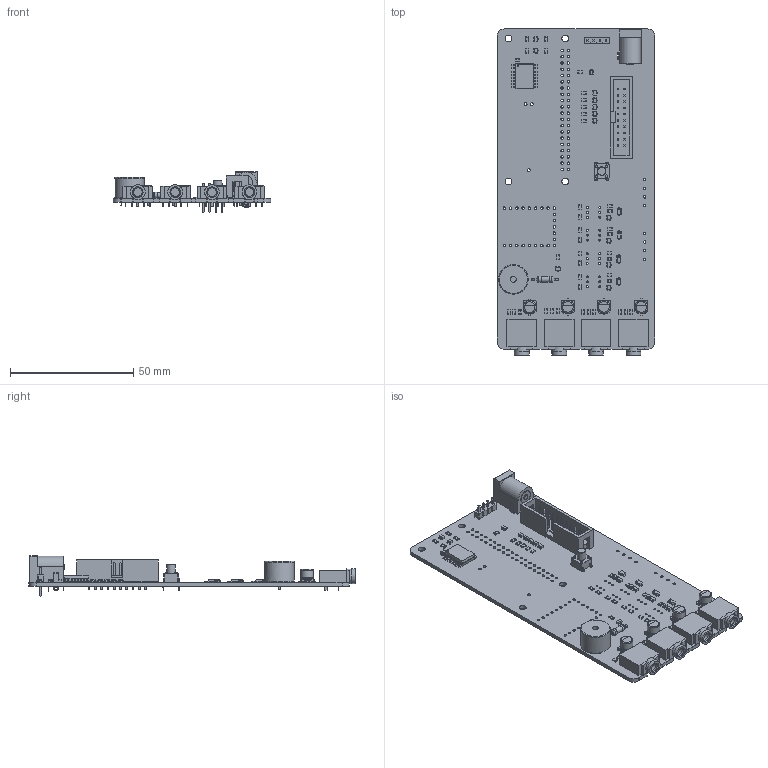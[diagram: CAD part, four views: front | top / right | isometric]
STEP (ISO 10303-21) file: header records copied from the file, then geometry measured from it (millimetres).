
FILE_DESCRIPTION(('KiCad electronic assembly'),'2;1');
FILE_NAME('memetrol_base.step','2024-09-26T10:54:55',('Pcbnew'),('Kicad' ),'Open CASCADE STEP processor 7.7','KiCad to STEP converter', 'Unknown');
FILE_SCHEMA(('AUTOMOTIVE_DESIGN { 1 0 10303 214 1 1 1 1 }'));
Length unit declared in the file: millimetre
Products named in the file (32): memetrol_base 1; R_0805_2012Metric; C_0805_2012Metric; SOIC-8_3.9x4.9mm_P1.27mm; SOIC_8_39x49mm_P127mm; LED_0805_2012Metric; Jack_3.5mm_CUI_SJ1-3525N_Horizontal; SOT-323_SC-70; SOT_323_SC_70; CP_Elec_5x5.3; CP_Elec_5x53; R_Axial_DIN0207_L6.3mm_D2.5mm_P10.16mm_Horizontal; R_Axial_DIN0207_L63mm_D25mm_P1016mm_Horizontal; D_SOD-123F; D_SOD_123F; IDC-Header_2x10_P2.54mm_Vertical; IDC_Header_2x10_P254mm_Vertical; SW_PUSH_6mm_H7.3mm; SW_PUSH_6mm_h7.3mm; SOIC-16W_7.5x10.3mm_P1.27mm; SOIC_16W_75x103mm_P127mm; BarrelJack_Horizontal; MagneticBuzzer_ProSignal_ABT-410-RC; MagneticBuzzer_ProSignal_ABT_410_RC; PinHeader_1x04_P2.54mm_Vertical; PinHeader_1x04_P254mm_Vertical; memetrol_base_PCB
Assembly tree (89 placements, depth 3):
  memetrol_base 1
    R_0805_2012Metric  x31
      R_0805_2012Metric
    C_0805_2012Metric  x5
      C_0805_2012Metric
    SOIC-8_3.9x4.9mm_P1.27mm
      SOIC_8_39x49mm_P127mm
    LED_0805_2012Metric  x4
      LED_0805_2012Metric
    Jack_3.5mm_CUI_SJ1-3525N_Horizontal  x4
      Jack_3.5mm_CUI_SJ1-3525N_Horizontal
    SOT-323_SC-70  x13
      SOT_323_SC_70
    CP_Elec_5x5.3  x4
      CP_Elec_5x53
    R_Axial_DIN0207_L6.3mm_D2.5mm_P10.16mm_Horizontal
      R_Axial_DIN0207_L63mm_D25mm_P1016mm_Horizontal
    D_SOD-123F  x4
      D_SOD_123F
    IDC-Header_2x10_P2.54mm_Vertical
      IDC_Header_2x10_P254mm_Vertical
    SW_PUSH_6mm_H7.3mm
      SW_PUSH_6mm_h7.3mm
    SOIC-16W_7.5x10.3mm_P1.27mm
      SOIC_16W_75x103mm_P127mm
    BarrelJack_Horizontal
      BarrelJack_Horizontal
    MagneticBuzzer_ProSignal_ABT-410-RC
      MagneticBuzzer_ProSignal_ABT_410_RC
    PinHeader_1x04_P2.54mm_Vertical
      PinHeader_1x04_P254mm_Vertical
    memetrol_base_PCB
Bounding box: 64 x 132.3 x 16.24 mm (x, y, z)
Volume: 19706.7 mm3; surface area: 27048.9 mm2
Topology: 78 solids, 78 shells, 4080 faces, 10160 edges, 6364 vertices
Faces by surface type: plane 2600, cylinder 967, bspline 471, torus 27, sphere 5, cone 4, revolution 4, extrusion 2
Full cylindrical faces by diameter (mm): 0.5 x2, 0.6 x6, 0.762 x24, 0.8 x2, 0.9 x20, 1 x109, 1.1 x4, 1.2 x23, 1.5 x2, 2 x2, 2.25 x1, 2.3 x1, 2.5 x2, 2.75 x4, 3.5 x9, 5 x8, 6 x8, 6.3 x1, 12 x1
Entity records: 63386 total; most frequent: CARTESIAN_POINT 9680, ORIENTED_EDGE 8796, DIRECTION 8664, EDGE_CURVE 4398, VECTOR 3331, LINE 3329, VERTEX_POINT 2776, AXIS2_PLACEMENT_3D 2666
